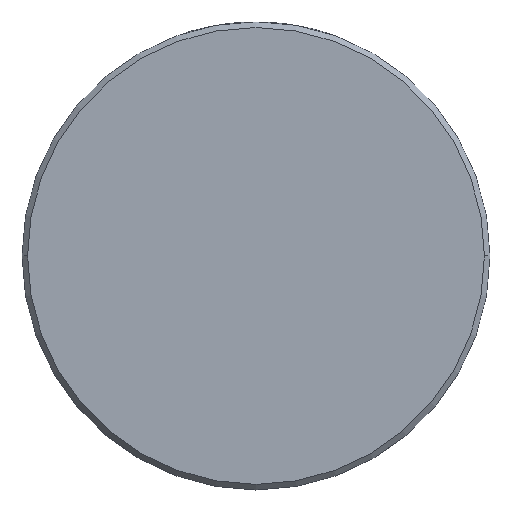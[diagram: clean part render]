
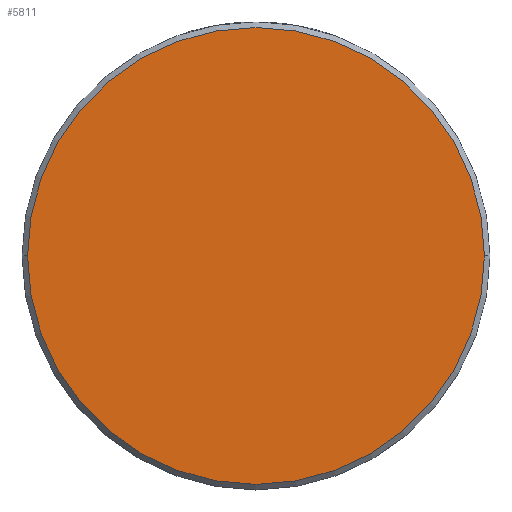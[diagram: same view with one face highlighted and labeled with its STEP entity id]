
A CAD part, top view. The second image highlights one B-rep face of the part: STEP entity #5811.
In plain terms, the highlighted planar face has unit normal (0, 0, 1).
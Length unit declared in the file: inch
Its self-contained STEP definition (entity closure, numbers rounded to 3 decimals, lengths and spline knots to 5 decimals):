
#464 = DIRECTION ( 'NONE',  ( 1., 0., 0. ) ) ;
#467 = CARTESIAN_POINT ( 'NONE',  ( 0., 0., 0.05906 ) ) ;
#569 = DIRECTION ( 'NONE',  ( 0., 0., 1. ) ) ;
#958 = AXIS2_PLACEMENT_3D ( 'NONE', #1893, #569, #464 ) ;
#1157 = DIRECTION ( 'NONE',  ( 0., 0., 1. ) ) ;
#1177 = ORIENTED_EDGE ( 'NONE', *, *, #4605, .T. ) ;
#1458 = PLANE ( 'NONE',  #6239 ) ;
#1700 = CARTESIAN_POINT ( 'NONE',  ( -0.48819, 0., 0.05906 ) ) ;
#1729 = DIRECTION ( 'NONE',  ( 1., 0., 0. ) ) ;
#1893 = CARTESIAN_POINT ( 'NONE',  ( 0., 0., 0.05906 ) ) ;
#2909 = EDGE_LOOP ( 'NONE', ( #1177, #2919 ) ) ;
#2919 = ORIENTED_EDGE ( 'NONE', *, *, #6456, .T. ) ;
#4605 = EDGE_CURVE ( 'NONE', #8128, #5429, #5852, .T. ) ;
#4648 = CARTESIAN_POINT ( 'NONE',  ( 0.48819, 0., 0.05906 ) ) ;
#5399 = AXIS2_PLACEMENT_3D ( 'NONE', #467, #6144, #9030 ) ;
#5429 = VERTEX_POINT ( 'NONE', #4648 ) ;
#5811 = ADVANCED_FACE ( 'NONE', ( #7365 ), #1458, .T. ) ;
#5852 = CIRCLE ( 'NONE', #5399, 0.48819 ) ;
#6144 = DIRECTION ( 'NONE',  ( 0., 0., 1. ) ) ;
#6239 = AXIS2_PLACEMENT_3D ( 'NONE', #7312, #1157, #1729 ) ;
#6456 = EDGE_CURVE ( 'NONE', #5429, #8128, #6841, .T. ) ;
#6841 = CIRCLE ( 'NONE', #958, 0.48819 ) ;
#7312 = CARTESIAN_POINT ( 'NONE',  ( 0., 0., 0.05906 ) ) ;
#7365 = FACE_OUTER_BOUND ( 'NONE', #2909, .T. ) ;
#8128 = VERTEX_POINT ( 'NONE', #1700 ) ;
#9030 = DIRECTION ( 'NONE',  ( 1., 0., 0. ) ) ;
